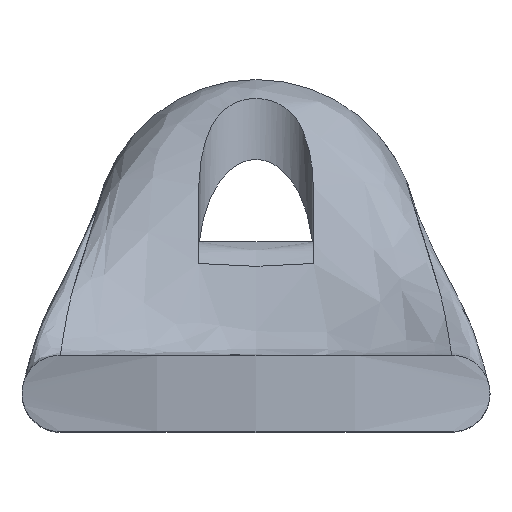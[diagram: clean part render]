
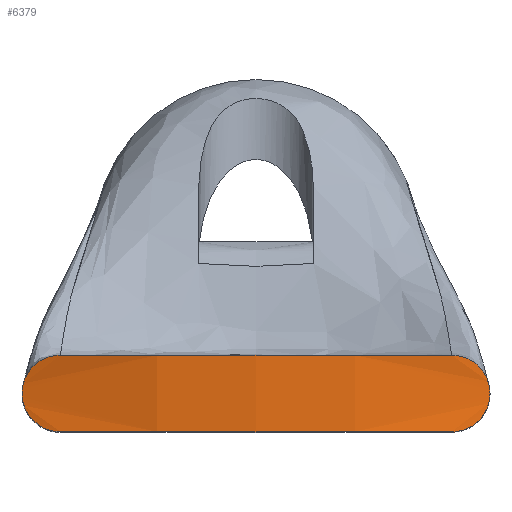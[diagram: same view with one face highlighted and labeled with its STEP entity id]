
A CAD part, top view. The second image highlights one B-rep face of the part: STEP entity #6379.
In plain terms, the highlighted cylindrical face has radius 40 mm (diameter 80 mm), a partial arc.
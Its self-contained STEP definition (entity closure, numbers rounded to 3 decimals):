
#3989=CARTESIAN_POINT('',(-10.25,-6.0,35.923));
#3990=VERTEX_POINT('',#3989);
#3999=CARTESIAN_POINT('',(10.25,-6.0,35.923));
#4000=VERTEX_POINT('',#3999);
#4001=CARTESIAN_POINT('',(0.,-6.0,-2.742));
#4002=DIRECTION('',(0.0,-1.0,0.0));
#4003=DIRECTION('',(-0.306,0.0,0.952));
#4004=AXIS2_PLACEMENT_3D('',#4001,#4002,#4003);
#4005=CIRCLE('',#4004,40.0);
#4006=EDGE_CURVE('',#4000,#3990,#4005,.T.);
#6304=CARTESIAN_POINT('',(0.,-10.0,-2.742));
#6305=DIRECTION('',(0.0,1.0,0.0));
#6306=DIRECTION('',(-0.306,0.0,0.952));
#6307=AXIS2_PLACEMENT_3D('',#6304,#6305,#6306);
#6308=CYLINDRICAL_SURFACE('',#6307,40.0);
#6309=CARTESIAN_POINT('',(-10.25,-10.0,35.923));
#6310=VERTEX_POINT('',#6309);
#6311=CARTESIAN_POINT('',(-12.25,-8.0,35.336));
#6312=VERTEX_POINT('',#6311);
#6313=CARTESIAN_POINT('',(-10.25,-10.0,35.923));
#6314=CARTESIAN_POINT('',(-10.503,-10.0,35.856));
#6315=CARTESIAN_POINT('',(-10.773,-9.949,35.781));
#6316=CARTESIAN_POINT('',(-11.269,-9.742,35.639));
#6317=CARTESIAN_POINT('',(-11.496,-9.585,35.571));
#6318=CARTESIAN_POINT('',(-11.848,-9.228,35.464));
#6319=CARTESIAN_POINT('',(-11.999,-9.006,35.416));
#6320=CARTESIAN_POINT('',(-12.2,-8.518,35.353));
#6321=CARTESIAN_POINT('',(-12.25,-8.251,35.336));
#6322=CARTESIAN_POINT('',(-12.25,-8.0,35.336));
#6323=B_SPLINE_CURVE_WITH_KNOTS('',3,(#6313,#6314,#6315,#6316,#6317,#6318,#6319,#6320,#6321,#6322),.UNSPECIFIED.,.F.,.U.,(4,2,2,2,4),(0.306,0.384,0.463,0.538,0.613),.UNSPECIFIED.);
#6324=EDGE_CURVE('',#6310,#6312,#6323,.T.);
#6325=ORIENTED_EDGE('',*,*,#6324,.F.);
#6326=CARTESIAN_POINT('',(10.25,-10.0,35.923));
#6327=VERTEX_POINT('',#6326);
#6328=CARTESIAN_POINT('',(0.,-10.0,-2.742));
#6329=DIRECTION('',(0.0,1.0,0.0));
#6330=DIRECTION('',(-0.306,0.0,0.952));
#6331=AXIS2_PLACEMENT_3D('',#6328,#6329,#6330);
#6332=CIRCLE('',#6331,40.0);
#6333=EDGE_CURVE('',#6310,#6327,#6332,.T.);
#6334=ORIENTED_EDGE('',*,*,#6333,.T.);
#6335=CARTESIAN_POINT('',(12.25,-8.0,35.336));
#6336=VERTEX_POINT('',#6335);
#6337=CARTESIAN_POINT('',(12.25,-8.0,35.336));
#6338=CARTESIAN_POINT('',(12.25,-8.251,35.336));
#6339=CARTESIAN_POINT('',(12.2,-8.518,35.353));
#6340=CARTESIAN_POINT('',(11.999,-9.006,35.416));
#6341=CARTESIAN_POINT('',(11.848,-9.228,35.464));
#6342=CARTESIAN_POINT('',(11.496,-9.585,35.571));
#6343=CARTESIAN_POINT('',(11.269,-9.742,35.639));
#6344=CARTESIAN_POINT('',(10.773,-9.949,35.781));
#6345=CARTESIAN_POINT('',(10.503,-10.0,35.856));
#6346=CARTESIAN_POINT('',(10.25,-10.0,35.923));
#6347=B_SPLINE_CURVE_WITH_KNOTS('',3,(#6337,#6338,#6339,#6340,#6341,#6342,#6343,#6344,#6345,#6346),.UNSPECIFIED.,.F.,.U.,(4,2,2,2,4),(0.613,0.689,0.764,0.842,0.921),.UNSPECIFIED.);
#6348=EDGE_CURVE('',#6336,#6327,#6347,.T.);
#6349=ORIENTED_EDGE('',*,*,#6348,.F.);
#6350=CARTESIAN_POINT('',(10.25,-6.,35.923));
#6351=CARTESIAN_POINT('',(10.503,-6.,35.856));
#6352=CARTESIAN_POINT('',(10.773,-6.051,35.781));
#6353=CARTESIAN_POINT('',(11.269,-6.258,35.639));
#6354=CARTESIAN_POINT('',(11.496,-6.415,35.571));
#6355=CARTESIAN_POINT('',(11.848,-6.772,35.464));
#6356=CARTESIAN_POINT('',(11.999,-6.994,35.416));
#6357=CARTESIAN_POINT('',(12.2,-7.482,35.353));
#6358=CARTESIAN_POINT('',(12.25,-7.749,35.336));
#6359=CARTESIAN_POINT('',(12.25,-8.0,35.336));
#6360=B_SPLINE_CURVE_WITH_KNOTS('',3,(#6350,#6351,#6352,#6353,#6354,#6355,#6356,#6357,#6358,#6359),.UNSPECIFIED.,.F.,.U.,(4,2,2,2,4),(0.919,0.998,1.076,1.151,1.227),.UNSPECIFIED.);
#6361=EDGE_CURVE('',#4000,#6336,#6360,.T.);
#6362=ORIENTED_EDGE('',*,*,#6361,.F.);
#6363=ORIENTED_EDGE('',*,*,#4006,.T.);
#6364=CARTESIAN_POINT('',(-12.25,-8.0,35.336));
#6365=CARTESIAN_POINT('',(-12.25,-7.749,35.336));
#6366=CARTESIAN_POINT('',(-12.2,-7.482,35.353));
#6367=CARTESIAN_POINT('',(-11.999,-6.994,35.416));
#6368=CARTESIAN_POINT('',(-11.848,-6.772,35.464));
#6369=CARTESIAN_POINT('',(-11.496,-6.415,35.571));
#6370=CARTESIAN_POINT('',(-11.269,-6.258,35.639));
#6371=CARTESIAN_POINT('',(-10.773,-6.051,35.781));
#6372=CARTESIAN_POINT('',(-10.503,-6.,35.856));
#6373=CARTESIAN_POINT('',(-10.25,-6.,35.923));
#6374=B_SPLINE_CURVE_WITH_KNOTS('',3,(#6364,#6365,#6366,#6367,#6368,#6369,#6370,#6371,#6372,#6373),.UNSPECIFIED.,.F.,.U.,(4,2,2,2,4),(1.227,1.302,1.377,1.456,1.534),.UNSPECIFIED.);
#6375=EDGE_CURVE('',#6312,#3990,#6374,.T.);
#6376=ORIENTED_EDGE('',*,*,#6375,.F.);
#6377=EDGE_LOOP('',(#6325,#6334,#6349,#6362,#6363,#6376));
#6378=FACE_OUTER_BOUND('',#6377,.T.);
#6379=ADVANCED_FACE('',(#6378),#6308,.T.);
